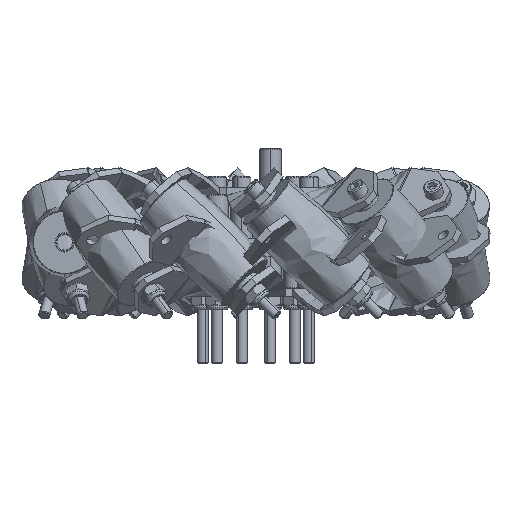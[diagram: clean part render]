
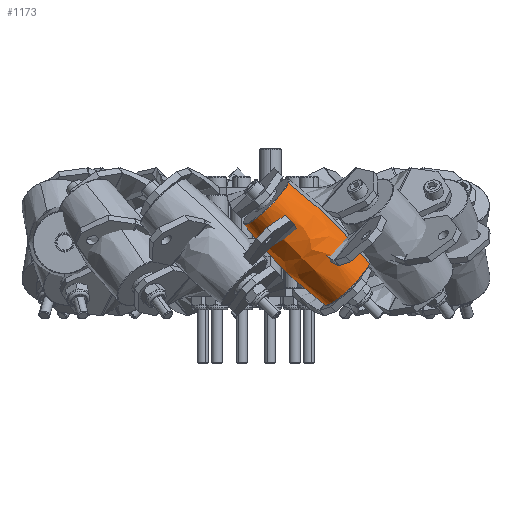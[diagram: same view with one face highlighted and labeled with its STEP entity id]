
A CAD part, left-side view. The second image highlights one B-rep face of the part: STEP entity #1173.
In plain terms, the highlighted free-form (B-spline) face has degree [3, 3] with [4, 4] control points.
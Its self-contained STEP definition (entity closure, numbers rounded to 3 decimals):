
#1173 = ADVANCED_FACE( 'NONE', ( #1595 ), #1596, .T. );
#1595 = FACE_OUTER_BOUND( '', #2401, .T. );
#1596 = ( B_SPLINE_SURFACE( 3, 3, ( ( #2403, #2404, #2405, #2406 ), ( #2407, #2408, #2409, #2410 ), ( #2411, #2412, #2413, #2414 ), ( #2415, #2416, #2417, #2418 ) ), .UNSPECIFIED., .F., .F., .F. )B_SPLINE_SURFACE_WITH_KNOTS( ( 4, 4 ), ( 4, 4 ), ( 0., 3.142 ), ( -0.142, 0.142 ), .UNSPECIFIED. )RATIONAL_B_SPLINE_SURFACE( ( ( 1., 0.333, 0.333, 1. ), ( 0.993, 0.331, 0.331, 0.993 ), ( 0.993, 0.331, 0.331, 0.993 ), ( 1., 0.333, 0.333, 1. ) ) )BOUNDED_SURFACE(  )REPRESENTATION_ITEM( '' )GEOMETRIC_REPRESENTATION_ITEM(  )SURFACE(  ) );
#2401 = EDGE_LOOP( '', ( #7141, #7142, #7143, #7144 ) );
#2403 = CARTESIAN_POINT( '', ( -25.182, 89.281, -13.747 ) );
#2404 = CARTESIAN_POINT( '', ( -25.182, 61.786, -13.747 ) );
#2405 = CARTESIAN_POINT( '', ( -25.182, 61.786, 13.747 ) );
#2406 = CARTESIAN_POINT( '', ( -25.182, 89.281, 13.747 ) );
#2407 = CARTESIAN_POINT( '', ( -8.451, 89.281, -16.141 ) );
#2408 = CARTESIAN_POINT( '', ( -8.451, 56.999, -16.141 ) );
#2409 = CARTESIAN_POINT( '', ( -8.451, 56.999, 16.141 ) );
#2410 = CARTESIAN_POINT( '', ( -8.451, 89.281, 16.141 ) );
#2411 = CARTESIAN_POINT( '', ( 8.451, 89.281, -16.141 ) );
#2412 = CARTESIAN_POINT( '', ( 8.451, 56.999, -16.141 ) );
#2413 = CARTESIAN_POINT( '', ( 8.451, 56.999, 16.141 ) );
#2414 = CARTESIAN_POINT( '', ( 8.451, 89.281, 16.141 ) );
#2415 = CARTESIAN_POINT( '', ( 25.182, 89.281, -13.747 ) );
#2416 = CARTESIAN_POINT( '', ( 25.182, 61.786, -13.747 ) );
#2417 = CARTESIAN_POINT( '', ( 25.182, 61.786, 13.747 ) );
#2418 = CARTESIAN_POINT( '', ( 25.182, 89.281, 13.747 ) );
#7141 = ORIENTED_EDGE( '', *, *, #9392, .F. );
#7142 = ORIENTED_EDGE( '', *, *, #9393, .T. );
#7143 = ORIENTED_EDGE( '', *, *, #9394, .T. );
#7144 = ORIENTED_EDGE( '', *, *, #9391, .T. );
#9391 = EDGE_CURVE( 'NONE', #10211, #10213, #10255, .T. );
#9392 = EDGE_CURVE( 'NONE', #10256, #10213, #10257, .T. );
#9393 = EDGE_CURVE( 'NONE', #10256, #10258, #10259, .T. );
#9394 = EDGE_CURVE( 'NONE', #10258, #10211, #10260, .T. );
#10211 = VERTEX_POINT( 'NONE', #11700 );
#10213 = VERTEX_POINT( 'NONE', #11702 );
#10255 = CIRCLE( '', #11746, 13.747 );
#10256 = VERTEX_POINT( 'NONE', #11747 );
#10257 = CIRCLE( '', #11748, 177.8 );
#10258 = VERTEX_POINT( 'NONE', #11749 );
#10259 = CIRCLE( '', #11750, 13.747 );
#10260 = CIRCLE( '', #11751, 177.8 );
#11700 = CARTESIAN_POINT( '', ( -25.182, 89.281, 13.747 ) );
#11702 = CARTESIAN_POINT( '', ( -25.182, 89.281, -13.747 ) );
#11746 = AXIS2_PLACEMENT_3D( '', #14601, #14602, #14603 );
#11747 = CARTESIAN_POINT( '', ( 25.182, 89.281, -13.747 ) );
#11748 = AXIS2_PLACEMENT_3D( '', #14604, #14605, #14606 );
#11749 = CARTESIAN_POINT( '', ( 25.182, 89.281, 13.747 ) );
#11750 = AXIS2_PLACEMENT_3D( '', #14607, #14608, #14609 );
#11751 = AXIS2_PLACEMENT_3D( '', #14610, #14611, #14612 );
#14601 = CARTESIAN_POINT( '', ( -25.182, 89.281, 0. ) );
#14602 = DIRECTION( '', ( 1., 0., 0. ) );
#14603 = DIRECTION( '', ( 0., 0., -1. ) );
#14604 = CARTESIAN_POINT( '', ( 0., 89.281, 162.26 ) );
#14605 = DIRECTION( '', ( 0., 1., 0. ) );
#14606 = DIRECTION( '', ( 0., 0., 1. ) );
#14607 = CARTESIAN_POINT( '', ( 25.182, 89.281, 0. ) );
#14608 = DIRECTION( '', ( -1., 0., 0. ) );
#14609 = DIRECTION( '', ( 0., 0., 1. ) );
#14610 = CARTESIAN_POINT( '', ( 0., 89.281, -162.26 ) );
#14611 = DIRECTION( '', ( 0., -1., 0. ) );
#14612 = DIRECTION( '', ( 0., 0., -1. ) );
